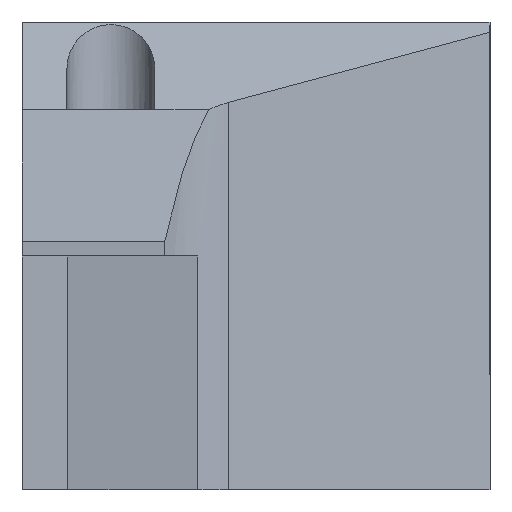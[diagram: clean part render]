
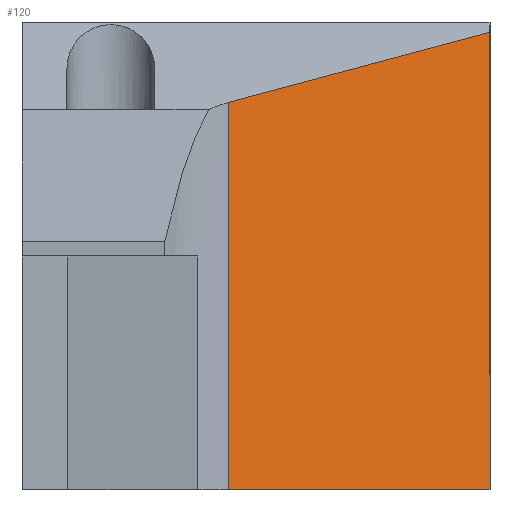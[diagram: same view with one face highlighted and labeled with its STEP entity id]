
A CAD part, left-side view. The second image highlights one B-rep face of the part: STEP entity #120.
In plain terms, the highlighted planar face has unit normal (-0.966, -0.259, 0).
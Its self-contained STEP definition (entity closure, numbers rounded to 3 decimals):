
#4 = VECTOR ( 'NONE', #356, 1000. ) ;
#47 = CARTESIAN_POINT ( 'NONE',  ( -108.367, -29.037, -8. ) ) ;
#101 = CARTESIAN_POINT ( 'NONE',  ( -116.148, 0., -8. ) ) ;
#120 = ADVANCED_FACE ( 'NONE', ( #1455 ), #1105, .T. ) ;
#189 = DIRECTION ( 'NONE',  ( -0.966, -0.259, 0. ) ) ;
#240 = CARTESIAN_POINT ( 'NONE',  ( -118.541, 8.933, -8. ) ) ;
#242 = ORIENTED_EDGE ( 'NONE', *, *, #622, .F. ) ;
#356 = DIRECTION ( 'NONE',  ( 0.259, -0.966, 0. ) ) ;
#375 = VERTEX_POINT ( 'NONE', #1243 ) ;
#490 = AXIS2_PLACEMENT_3D ( 'NONE', #1326, #189, #527 ) ;
#527 = DIRECTION ( 'NONE',  ( 0.259, -0.966, 0. ) ) ;
#567 = VECTOR ( 'NONE', #1336, 1000. ) ;
#622 = EDGE_CURVE ( 'NONE', #375, #958, #756, .T. ) ;
#626 = CARTESIAN_POINT ( 'NONE',  ( -108.66, -27.944, 15.134 ) ) ;
#718 = VERTEX_POINT ( 'NONE', #240 ) ;
#745 = DIRECTION ( 'NONE',  ( 0., 0., -1. ) ) ;
#756 = LINE ( 'NONE', #101, #1155 ) ;
#841 = ORIENTED_EDGE ( 'NONE', *, *, #1313, .F. ) ;
#853 = CARTESIAN_POINT ( 'NONE',  ( -116.148, 0., -8. ) ) ;
#860 = LINE ( 'NONE', #1322, #1025 ) ;
#873 = LINE ( 'NONE', #626, #567 ) ;
#879 = CARTESIAN_POINT ( 'NONE',  ( -118.541, 8.933, 5.253 ) ) ;
#883 = DIRECTION ( 'NONE',  ( 0., 0., -1. ) ) ;
#958 = VERTEX_POINT ( 'NONE', #853 ) ;
#1025 = VECTOR ( 'NONE', #745, 1000. ) ;
#1105 = PLANE ( 'NONE',  #490 ) ;
#1155 = VECTOR ( 'NONE', #883, 1000. ) ;
#1219 = EDGE_CURVE ( 'NONE', #718, #958, #1389, .T. ) ;
#1243 = CARTESIAN_POINT ( 'NONE',  ( -116.148, 0., 7.646 ) ) ;
#1302 = EDGE_CURVE ( 'NONE', #1378, #718, #860, .T. ) ;
#1304 = ORIENTED_EDGE ( 'NONE', *, *, #1219, .T. ) ;
#1313 = EDGE_CURVE ( 'NONE', #1378, #375, #873, .T. ) ;
#1322 = CARTESIAN_POINT ( 'NONE',  ( -118.541, 8.933, 162.643 ) ) ;
#1326 = CARTESIAN_POINT ( 'NONE',  ( -118.541, 8.933, 162.643 ) ) ;
#1336 = DIRECTION ( 'NONE',  ( 0.251, -0.935, 0.251 ) ) ;
#1378 = VERTEX_POINT ( 'NONE', #879 ) ;
#1386 = ORIENTED_EDGE ( 'NONE', *, *, #1302, .T. ) ;
#1389 = LINE ( 'NONE', #47, #4 ) ;
#1392 = EDGE_LOOP ( 'NONE', ( #1386, #1304, #242, #841 ) ) ;
#1455 = FACE_OUTER_BOUND ( 'NONE', #1392, .T. ) ;
